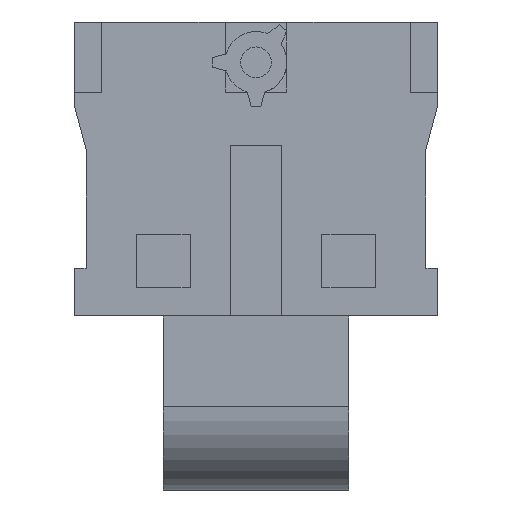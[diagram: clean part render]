
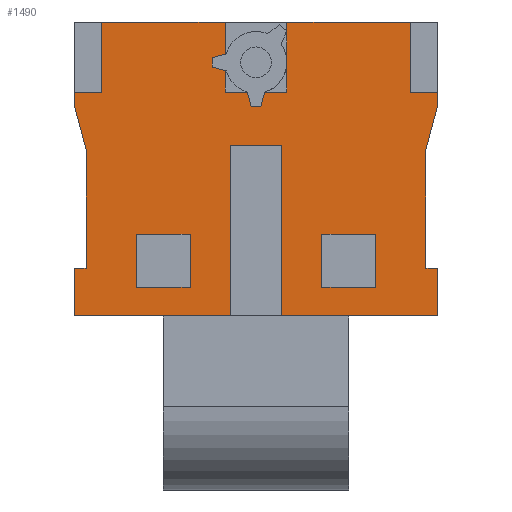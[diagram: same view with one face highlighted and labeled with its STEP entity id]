
A CAD part, front view. The second image highlights one B-rep face of the part: STEP entity #1490.
In plain terms, the highlighted planar face has unit normal (0, -1, 0).
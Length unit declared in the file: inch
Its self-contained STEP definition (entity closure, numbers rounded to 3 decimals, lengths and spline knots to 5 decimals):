
#5=DIRECTION('',(0.,0.,-1.));
#6=VECTOR('',#5,0.04);
#7=CARTESIAN_POINT('',(-0.153,-0.055,-0.08375));
#8=LINE('',#7,#6);
#53=DIRECTION('',(0.,0.,-1.));
#54=VECTOR('',#53,0.01118);
#55=CARTESIAN_POINT('',(-0.153,-0.055,0.06475));
#56=LINE('',#55,#54);
#153=DIRECTION('',(0.,0.,-1.));
#154=VECTOR('',#153,0.045);
#155=CARTESIAN_POINT('',(0.0555,-0.055,-0.05475));
#156=LINE('',#155,#154);
#157=DIRECTION('',(1.,0.,0.));
#158=VECTOR('',#157,0.045);
#159=CARTESIAN_POINT('',(0.0555,-0.055,-0.09975));
#160=LINE('',#159,#158);
#161=DIRECTION('',(0.,0.,-1.));
#162=VECTOR('',#161,0.045);
#163=CARTESIAN_POINT('',(0.1005,-0.055,-0.05475));
#164=LINE('',#163,#162);
#165=DIRECTION('',(1.,0.,0.));
#166=VECTOR('',#165,0.045);
#167=CARTESIAN_POINT('',(0.0555,-0.055,-0.05475));
#168=LINE('',#167,#166);
#169=DIRECTION('',(0.,0.,-1.));
#170=VECTOR('',#169,0.045);
#171=CARTESIAN_POINT('',(-0.1005,-0.055,-0.05475));
#172=LINE('',#171,#170);
#173=DIRECTION('',(1.,0.,0.));
#174=VECTOR('',#173,0.045);
#175=CARTESIAN_POINT('',(-0.1005,-0.055,-0.09975));
#176=LINE('',#175,#174);
#177=DIRECTION('',(0.,0.,-1.));
#178=VECTOR('',#177,0.045);
#179=CARTESIAN_POINT('',(-0.0555,-0.055,-0.05475));
#180=LINE('',#179,#178);
#181=DIRECTION('',(1.,0.,0.));
#182=VECTOR('',#181,0.045);
#183=CARTESIAN_POINT('',(-0.1005,-0.055,-0.05475));
#184=LINE('',#183,#182);
#185=DIRECTION('',(0.,0.,1.));
#186=VECTOR('',#185,0.1);
#187=CARTESIAN_POINT('',(0.143,-0.055,-0.08375));
#188=LINE('',#187,#186);
#189=DIRECTION('',(-1.,0.,0.));
#190=VECTOR('',#189,0.01);
#191=CARTESIAN_POINT('',(0.153,-0.055,-0.08375));
#192=LINE('',#191,#190);
#193=DIRECTION('',(1.,0.,0.));
#194=VECTOR('',#193,0.0565);
#195=CARTESIAN_POINT('',(0.0215,-0.055,-0.12375));
#196=LINE('',#195,#194);
#197=DIRECTION('',(0.,0.,1.));
#198=VECTOR('',#197,0.14375);
#199=CARTESIAN_POINT('',(0.0215,-0.055,-0.12375));
#200=LINE('',#199,#198);
#201=DIRECTION('',(-1.,0.,0.));
#202=VECTOR('',#201,0.043);
#203=CARTESIAN_POINT('',(0.0215,-0.055,0.02));
#204=LINE('',#203,#202);
#205=DIRECTION('',(0.,0.,1.));
#206=VECTOR('',#205,0.14375);
#207=CARTESIAN_POINT('',(-0.0215,-0.055,-0.12375));
#208=LINE('',#207,#206);
#209=DIRECTION('',(1.,0.,0.));
#210=VECTOR('',#209,0.0565);
#211=CARTESIAN_POINT('',(-0.078,-0.055,-0.12375));
#212=LINE('',#211,#210);
#213=DIRECTION('',(1.,0.,0.));
#214=VECTOR('',#213,0.01);
#215=CARTESIAN_POINT('',(-0.153,-0.055,-0.08375));
#216=LINE('',#215,#214);
#217=DIRECTION('',(0.,0.,-1.));
#218=VECTOR('',#217,0.1);
#219=CARTESIAN_POINT('',(-0.143,-0.055,0.01625));
#220=LINE('',#219,#218);
#221=DIRECTION('',(0.259,0.,-0.966));
#222=VECTOR('',#221,0.03864);
#223=CARTESIAN_POINT('',(-0.153,-0.055,0.05357));
#224=LINE('',#223,#222);
#225=DIRECTION('',(1.,0.,0.));
#226=VECTOR('',#225,0.023);
#227=CARTESIAN_POINT('',(-0.153,-0.055,0.06475));
#228=LINE('',#227,#226);
#229=DIRECTION('',(0.,0.,-1.));
#230=VECTOR('',#229,0.059);
#231=CARTESIAN_POINT('',(-0.026,-0.055,0.12375));
#232=LINE('',#231,#230);
#233=DIRECTION('',(1.,0.,0.));
#234=VECTOR('',#233,0.052);
#235=CARTESIAN_POINT('',(-0.026,-0.055,0.06475));
#236=LINE('',#235,#234);
#237=DIRECTION('',(0.,0.,-1.));
#238=VECTOR('',#237,0.059);
#239=CARTESIAN_POINT('',(0.13,-0.055,0.12375));
#240=LINE('',#239,#238);
#241=DIRECTION('',(1.,0.,0.));
#242=VECTOR('',#241,0.023);
#243=CARTESIAN_POINT('',(0.13,-0.055,0.06475));
#244=LINE('',#243,#242);
#245=DIRECTION('',(0.259,0.,0.966));
#246=VECTOR('',#245,0.03864);
#247=CARTESIAN_POINT('',(0.143,-0.055,0.01625));
#248=LINE('',#247,#246);
#365=DIRECTION('',(0.,0.,-1.));
#366=VECTOR('',#365,0.01118);
#367=CARTESIAN_POINT('',(0.153,-0.055,0.06475));
#368=LINE('',#367,#366);
#413=DIRECTION('',(0.,0.,-1.));
#414=VECTOR('',#413,0.04);
#415=CARTESIAN_POINT('',(0.153,-0.055,-0.08375));
#416=LINE('',#415,#414);
#465=DIRECTION('',(-1.,0.,0.));
#466=VECTOR('',#465,0.104);
#467=CARTESIAN_POINT('',(0.13,-0.055,0.12375));
#468=LINE('',#467,#466);
#477=DIRECTION('',(-1.,0.,0.));
#478=VECTOR('',#477,0.104);
#479=CARTESIAN_POINT('',(-0.026,-0.055,0.12375));
#480=LINE('',#479,#478);
#481=DIRECTION('',(0.,0.,-1.));
#482=VECTOR('',#481,0.059);
#483=CARTESIAN_POINT('',(-0.13,-0.055,0.12375));
#484=LINE('',#483,#482);
#720=DIRECTION('',(0.,0.,-1.));
#721=VECTOR('',#720,0.059);
#722=CARTESIAN_POINT('',(0.026,-0.055,0.12375));
#723=LINE('',#722,#721);
#744=DIRECTION('',(1.,0.,0.));
#745=VECTOR('',#744,0.075);
#746=CARTESIAN_POINT('',(0.078,-0.055,-0.12375));
#747=LINE('',#746,#745);
#752=DIRECTION('',(1.,0.,0.));
#753=VECTOR('',#752,0.075);
#754=CARTESIAN_POINT('',(-0.153,-0.055,-0.12375));
#755=LINE('',#754,#753);
#966=CARTESIAN_POINT('',(-0.153,-0.055,-0.12375));
#968=VERTEX_POINT('',#966);
#984=CARTESIAN_POINT('',(-0.153,-0.055,0.06475));
#985=VERTEX_POINT('',#984);
#986=CARTESIAN_POINT('',(0.153,-0.055,-0.12375));
#988=VERTEX_POINT('',#986);
#1004=CARTESIAN_POINT('',(0.153,-0.055,0.06475));
#1005=VERTEX_POINT('',#1004);
#1007=CARTESIAN_POINT('',(0.026,-0.055,0.12375));
#1009=VERTEX_POINT('',#1007);
#1011=CARTESIAN_POINT('',(0.13,-0.055,0.12375));
#1013=VERTEX_POINT('',#1011);
#1017=CARTESIAN_POINT('',(0.026,-0.055,0.06475));
#1019=VERTEX_POINT('',#1017);
#1020=CARTESIAN_POINT('',(0.13,-0.055,0.06475));
#1021=VERTEX_POINT('',#1020);
#1023=CARTESIAN_POINT('',(-0.13,-0.055,0.12375));
#1025=VERTEX_POINT('',#1023);
#1027=CARTESIAN_POINT('',(-0.026,-0.055,0.12375));
#1029=VERTEX_POINT('',#1027);
#1032=CARTESIAN_POINT('',(-0.13,-0.055,0.06475));
#1033=VERTEX_POINT('',#1032);
#1035=CARTESIAN_POINT('',(-0.026,-0.055,0.06475));
#1037=VERTEX_POINT('',#1035);
#1090=CARTESIAN_POINT('',(0.078,-0.055,-0.12375));
#1092=VERTEX_POINT('',#1090);
#1094=CARTESIAN_POINT('',(-0.078,-0.055,-0.12375));
#1096=VERTEX_POINT('',#1094);
#1114=CARTESIAN_POINT('',(0.0555,-0.055,-0.05475));
#1115=CARTESIAN_POINT('',(0.0555,-0.055,-0.09975));
#1116=VERTEX_POINT('',#1114);
#1117=VERTEX_POINT('',#1115);
#1118=CARTESIAN_POINT('',(0.1005,-0.055,-0.05475));
#1119=CARTESIAN_POINT('',(0.1005,-0.055,-0.09975));
#1120=VERTEX_POINT('',#1118);
#1121=VERTEX_POINT('',#1119);
#1200=CARTESIAN_POINT('',(-0.0215,-0.055,-0.12375));
#1201=CARTESIAN_POINT('',(-0.0215,-0.055,0.02));
#1202=VERTEX_POINT('',#1200);
#1203=VERTEX_POINT('',#1201);
#1204=CARTESIAN_POINT('',(0.0215,-0.055,-0.12375));
#1205=CARTESIAN_POINT('',(0.0215,-0.055,0.02));
#1206=VERTEX_POINT('',#1204);
#1207=VERTEX_POINT('',#1205);
#1224=CARTESIAN_POINT('',(-0.1005,-0.055,-0.05475));
#1225=CARTESIAN_POINT('',(-0.1005,-0.055,-0.09975));
#1226=VERTEX_POINT('',#1224);
#1227=VERTEX_POINT('',#1225);
#1228=CARTESIAN_POINT('',(-0.0555,-0.055,-0.05475));
#1229=CARTESIAN_POINT('',(-0.0555,-0.055,-0.09975));
#1230=VERTEX_POINT('',#1228);
#1231=VERTEX_POINT('',#1229);
#1240=CARTESIAN_POINT('',(0.153,-0.055,0.05357));
#1242=VERTEX_POINT('',#1240);
#1244=CARTESIAN_POINT('',(0.153,-0.055,-0.08375));
#1246=VERTEX_POINT('',#1244);
#1248=CARTESIAN_POINT('',(0.143,-0.055,-0.08375));
#1249=CARTESIAN_POINT('',(0.143,-0.055,0.01625));
#1250=VERTEX_POINT('',#1248);
#1251=VERTEX_POINT('',#1249);
#1256=CARTESIAN_POINT('',(-0.153,-0.055,-0.08375));
#1258=VERTEX_POINT('',#1256);
#1260=CARTESIAN_POINT('',(-0.153,-0.055,0.05357));
#1262=VERTEX_POINT('',#1260);
#1264=CARTESIAN_POINT('',(-0.143,-0.055,-0.08375));
#1265=VERTEX_POINT('',#1264);
#1266=CARTESIAN_POINT('',(-0.143,-0.055,0.01625));
#1267=VERTEX_POINT('',#1266);
#1415=CARTESIAN_POINT('',(-0.153,-0.055,0.06475));
#1416=DIRECTION('',(0.,-1.,0.));
#1417=DIRECTION('',(0.,0.,-1.));
#1418=AXIS2_PLACEMENT_3D('',#1415,#1416,#1417);
#1419=PLANE('',#1418);
#1421=ORIENTED_EDGE('',*,*,#1420,.F.);
#1423=ORIENTED_EDGE('',*,*,#1422,.F.);
#1425=ORIENTED_EDGE('',*,*,#1424,.T.);
#1427=ORIENTED_EDGE('',*,*,#1426,.F.);
#1429=ORIENTED_EDGE('',*,*,#1428,.F.);
#1431=ORIENTED_EDGE('',*,*,#1430,.T.);
#1433=ORIENTED_EDGE('',*,*,#1432,.T.);
#1435=ORIENTED_EDGE('',*,*,#1434,.F.);
#1437=ORIENTED_EDGE('',*,*,#1436,.F.);
#1439=ORIENTED_EDGE('',*,*,#1438,.F.);
#1440=ORIENTED_EDGE('',*,*,#1279,.F.);
#1441=ORIENTED_EDGE('',*,*,#1326,.T.);
#1443=ORIENTED_EDGE('',*,*,#1442,.F.);
#1445=ORIENTED_EDGE('',*,*,#1444,.F.);
#1446=ORIENTED_EDGE('',*,*,#1311,.F.);
#1448=ORIENTED_EDGE('',*,*,#1447,.T.);
#1450=ORIENTED_EDGE('',*,*,#1449,.F.);
#1452=ORIENTED_EDGE('',*,*,#1451,.F.);
#1454=ORIENTED_EDGE('',*,*,#1453,.T.);
#1456=ORIENTED_EDGE('',*,*,#1455,.T.);
#1458=ORIENTED_EDGE('',*,*,#1457,.F.);
#1460=ORIENTED_EDGE('',*,*,#1459,.F.);
#1462=ORIENTED_EDGE('',*,*,#1461,.T.);
#1464=ORIENTED_EDGE('',*,*,#1463,.T.);
#1466=ORIENTED_EDGE('',*,*,#1465,.T.);
#1468=ORIENTED_EDGE('',*,*,#1467,.F.);
#1469=EDGE_LOOP('',(#1421,#1423,#1425,#1427,#1429,#1431,#1433,#1435,#1437,#1439,
#1440,#1441,#1443,#1445,#1446,#1448,#1450,#1452,#1454,#1456,#1458,#1460,#1462,
#1464,#1466,#1468));
#1470=FACE_OUTER_BOUND('',#1469,.F.);
#1471=ORIENTED_EDGE('',*,*,#1389,.T.);
#1473=ORIENTED_EDGE('',*,*,#1472,.T.);
#1475=ORIENTED_EDGE('',*,*,#1474,.F.);
#1477=ORIENTED_EDGE('',*,*,#1476,.F.);
#1478=EDGE_LOOP('',(#1471,#1473,#1475,#1477));
#1479=FACE_BOUND('',#1478,.F.);
#1481=ORIENTED_EDGE('',*,*,#1480,.T.);
#1483=ORIENTED_EDGE('',*,*,#1482,.T.);
#1485=ORIENTED_EDGE('',*,*,#1484,.F.);
#1487=ORIENTED_EDGE('',*,*,#1486,.F.);
#1488=EDGE_LOOP('',(#1481,#1483,#1485,#1487));
#1489=FACE_BOUND('',#1488,.F.);
#1490=ADVANCED_FACE('',(#1470,#1479,#1489),#1419,.T.);
#1279=EDGE_CURVE('',#1258,#968,#8,.T.);
#1311=EDGE_CURVE('',#985,#1262,#56,.T.);
#1326=EDGE_CURVE('',#1258,#1265,#216,.T.);
#1389=EDGE_CURVE('',#1116,#1117,#156,.T.);
#1420=EDGE_CURVE('',#1250,#1251,#188,.T.);
#1422=EDGE_CURVE('',#1246,#1250,#192,.T.);
#1424=EDGE_CURVE('',#1246,#988,#416,.T.);
#1426=EDGE_CURVE('',#1092,#988,#747,.T.);
#1428=EDGE_CURVE('',#1206,#1092,#196,.T.);
#1430=EDGE_CURVE('',#1206,#1207,#200,.T.);
#1432=EDGE_CURVE('',#1207,#1203,#204,.T.);
#1434=EDGE_CURVE('',#1202,#1203,#208,.T.);
#1436=EDGE_CURVE('',#1096,#1202,#212,.T.);
#1438=EDGE_CURVE('',#968,#1096,#755,.T.);
#1442=EDGE_CURVE('',#1267,#1265,#220,.T.);
#1444=EDGE_CURVE('',#1262,#1267,#224,.T.);
#1447=EDGE_CURVE('',#985,#1033,#228,.T.);
#1449=EDGE_CURVE('',#1025,#1033,#484,.T.);
#1451=EDGE_CURVE('',#1029,#1025,#480,.T.);
#1453=EDGE_CURVE('',#1029,#1037,#232,.T.);
#1455=EDGE_CURVE('',#1037,#1019,#236,.T.);
#1457=EDGE_CURVE('',#1009,#1019,#723,.T.);
#1459=EDGE_CURVE('',#1013,#1009,#468,.T.);
#1461=EDGE_CURVE('',#1013,#1021,#240,.T.);
#1463=EDGE_CURVE('',#1021,#1005,#244,.T.);
#1465=EDGE_CURVE('',#1005,#1242,#368,.T.);
#1467=EDGE_CURVE('',#1251,#1242,#248,.T.);
#1472=EDGE_CURVE('',#1117,#1121,#160,.T.);
#1474=EDGE_CURVE('',#1120,#1121,#164,.T.);
#1476=EDGE_CURVE('',#1116,#1120,#168,.T.);
#1480=EDGE_CURVE('',#1226,#1227,#172,.T.);
#1482=EDGE_CURVE('',#1227,#1231,#176,.T.);
#1484=EDGE_CURVE('',#1230,#1231,#180,.T.);
#1486=EDGE_CURVE('',#1226,#1230,#184,.T.);
